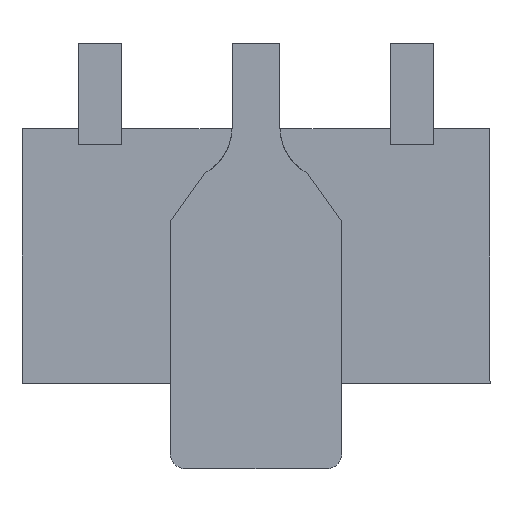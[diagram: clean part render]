
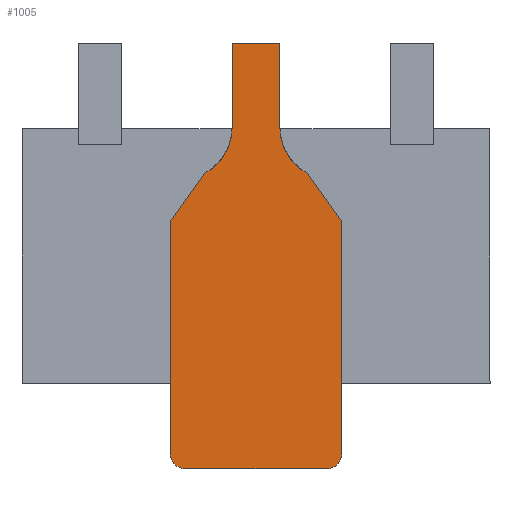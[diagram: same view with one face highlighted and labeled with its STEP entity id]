
A CAD part, front view. The second image highlights one B-rep face of the part: STEP entity #1005.
In plain terms, the highlighted planar face has unit normal (0, -1, 0).
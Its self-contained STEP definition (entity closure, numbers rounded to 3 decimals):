
#2 = CARTESIAN_POINT ( 'NONE',  ( 0.675, 0., -1.897 ) ) ;
#7 = ORIENTED_EDGE ( 'NONE', *, *, #640, .F. ) ;
#20 = CIRCLE ( 'NONE', #1237, 0.5 ) ;
#72 = VECTOR ( 'NONE', #1208, 1000. ) ;
#81 = LINE ( 'NONE', #778, #1581 ) ;
#95 = CARTESIAN_POINT ( 'NONE',  ( 0.23, 0., 2.048 ) ) ;
#102 = EDGE_CURVE ( 'NONE', #940, #1281, #670, .T. ) ;
#103 = LINE ( 'NONE', #1494, #187 ) ;
#113 = DIRECTION ( 'NONE',  ( -1., 0., 0. ) ) ;
#129 = DIRECTION ( 'NONE',  ( 0., 1., 0. ) ) ;
#165 = VERTEX_POINT ( 'NONE', #447 ) ;
#171 = ORIENTED_EDGE ( 'NONE', *, *, #1107, .F. ) ;
#187 = VECTOR ( 'NONE', #1354, 1000. ) ;
#188 = CARTESIAN_POINT ( 'NONE',  ( 0.73, 0., 1.236 ) ) ;
#192 = DIRECTION ( 'NONE',  ( -1., 0., 0. ) ) ;
#214 = ORIENTED_EDGE ( 'NONE', *, *, #102, .F. ) ;
#220 = VERTEX_POINT ( 'NONE', #1577 ) ;
#297 = CARTESIAN_POINT ( 'NONE',  ( -0.675, 0., -2.048 ) ) ;
#301 = LINE ( 'NONE', #1521, #733 ) ;
#308 = CARTESIAN_POINT ( 'NONE',  ( 0.825, 0., 0.333 ) ) ;
#317 = LINE ( 'NONE', #95, #1000 ) ;
#323 = DIRECTION ( 'NONE',  ( 0., -1., 0. ) ) ;
#324 = VERTEX_POINT ( 'NONE', #682 ) ;
#348 = DIRECTION ( 'NONE',  ( 0., 0., -1. ) ) ;
#352 = DIRECTION ( 'NONE',  ( 0., -1., 0. ) ) ;
#400 = AXIS2_PLACEMENT_3D ( 'NONE', #188, #323, #192 ) ;
#411 = DIRECTION ( 'NONE',  ( 0., -1., 0. ) ) ;
#424 = ORIENTED_EDGE ( 'NONE', *, *, #673, .F. ) ;
#447 = CARTESIAN_POINT ( 'NONE',  ( 0.825, 0., -1.897 ) ) ;
#461 = PLANE ( 'NONE',  #400 ) ;
#478 = ORIENTED_EDGE ( 'NONE', *, *, #728, .F. ) ;
#501 = CARTESIAN_POINT ( 'NONE',  ( 0.675, 0., -2.047 ) ) ;
#521 = VECTOR ( 'NONE', #584, 1000. ) ;
#541 = FACE_OUTER_BOUND ( 'NONE', #1402, .T. ) ;
#584 = DIRECTION ( 'NONE',  ( -1., 0., 0. ) ) ;
#640 = EDGE_CURVE ( 'NONE', #165, #1524, #1217, .T. ) ;
#654 = DIRECTION ( 'NONE',  ( 0., 0., -1. ) ) ;
#663 = CARTESIAN_POINT ( 'NONE',  ( 0.23, 0., 1.236 ) ) ;
#670 = LINE ( 'NONE', #1193, #1492 ) ;
#673 = EDGE_CURVE ( 'NONE', #946, #324, #1374, .T. ) ;
#682 = CARTESIAN_POINT ( 'NONE',  ( -0.825, 0., -1.898 ) ) ;
#700 = CARTESIAN_POINT ( 'NONE',  ( 0.494, 0., 0.796 ) ) ;
#728 = EDGE_CURVE ( 'NONE', #220, #165, #986, .T. ) ;
#733 = VECTOR ( 'NONE', #867, 1000. ) ;
#748 = VERTEX_POINT ( 'NONE', #929 ) ;
#769 = LINE ( 'NONE', #988, #521 ) ;
#778 = CARTESIAN_POINT ( 'NONE',  ( -0.23, 0., 2.047 ) ) ;
#822 = CARTESIAN_POINT ( 'NONE',  ( 0.23, 0., 2.048 ) ) ;
#841 = VERTEX_POINT ( 'NONE', #700 ) ;
#860 = EDGE_CURVE ( 'NONE', #841, #220, #897, .T. ) ;
#867 = DIRECTION ( 'NONE',  ( 0., 0., 1. ) ) ;
#868 = VERTEX_POINT ( 'NONE', #822 ) ;
#871 = ORIENTED_EDGE ( 'NONE', *, *, #1105, .F. ) ;
#895 = ORIENTED_EDGE ( 'NONE', *, *, #1564, .F. ) ;
#897 = LINE ( 'NONE', #308, #72 ) ;
#916 = ORIENTED_EDGE ( 'NONE', *, *, #860, .F. ) ;
#929 = CARTESIAN_POINT ( 'NONE',  ( -0.23, 0., 1.236 ) ) ;
#940 = VERTEX_POINT ( 'NONE', #1503 ) ;
#946 = VERTEX_POINT ( 'NONE', #297 ) ;
#983 = ORIENTED_EDGE ( 'NONE', *, *, #1532, .F. ) ;
#986 = LINE ( 'NONE', #1259, #1027 ) ;
#988 = CARTESIAN_POINT ( 'NONE',  ( -0.675, 0., -2.048 ) ) ;
#1000 = VECTOR ( 'NONE', #348, 1000. ) ;
#1005 = ADVANCED_FACE ( 'NONE', ( #541 ), #461, .T. ) ;
#1014 = EDGE_CURVE ( 'NONE', #1524, #946, #769, .T. ) ;
#1019 = EDGE_CURVE ( 'NONE', #324, #940, #103, .T. ) ;
#1024 = CARTESIAN_POINT ( 'NONE',  ( -0.494, 0., 0.795 ) ) ;
#1027 = VECTOR ( 'NONE', #654, 1000. ) ;
#1050 = DIRECTION ( 'NONE',  ( 1., 0., 0. ) ) ;
#1056 = CARTESIAN_POINT ( 'NONE',  ( -0.73, 0., 1.236 ) ) ;
#1105 = EDGE_CURVE ( 'NONE', #1281, #748, #1433, .T. ) ;
#1107 = EDGE_CURVE ( 'NONE', #1631, #868, #81, .T. ) ;
#1126 = CARTESIAN_POINT ( 'NONE',  ( 0.73, 0., 1.236 ) ) ;
#1135 = CARTESIAN_POINT ( 'NONE',  ( -0.675, 0., -1.898 ) ) ;
#1159 = DIRECTION ( 'NONE',  ( 0., 1., 0. ) ) ;
#1189 = AXIS2_PLACEMENT_3D ( 'NONE', #1056, #411, #1556 ) ;
#1193 = CARTESIAN_POINT ( 'NONE',  ( -0.494, 0., 0.795 ) ) ;
#1208 = DIRECTION ( 'NONE',  ( 0.581, 0., -0.814 ) ) ;
#1217 = CIRCLE ( 'NONE', #1460, 0.15 ) ;
#1225 = EDGE_CURVE ( 'NONE', #1343, #841, #20, .T. ) ;
#1237 = AXIS2_PLACEMENT_3D ( 'NONE', #1126, #352, #113 ) ;
#1259 = CARTESIAN_POINT ( 'NONE',  ( 0.825, 0., -1.897 ) ) ;
#1265 = ORIENTED_EDGE ( 'NONE', *, *, #1225, .F. ) ;
#1281 = VERTEX_POINT ( 'NONE', #1024 ) ;
#1294 = ORIENTED_EDGE ( 'NONE', *, *, #1014, .F. ) ;
#1311 = ORIENTED_EDGE ( 'NONE', *, *, #1019, .F. ) ;
#1343 = VERTEX_POINT ( 'NONE', #663 ) ;
#1354 = DIRECTION ( 'NONE',  ( 0., 0., 1. ) ) ;
#1374 = CIRCLE ( 'NONE', #1384, 0.15 ) ;
#1384 = AXIS2_PLACEMENT_3D ( 'NONE', #1135, #129, #1552 ) ;
#1402 = EDGE_LOOP ( 'NONE', ( #171, #983, #871, #214, #1311, #424, #1294, #7, #478, #916, #1265, #895 ) ) ;
#1433 = CIRCLE ( 'NONE', #1189, 0.5 ) ;
#1456 = DIRECTION ( 'NONE',  ( 0.581, 0., 0.814 ) ) ;
#1460 = AXIS2_PLACEMENT_3D ( 'NONE', #2, #1159, #1539 ) ;
#1492 = VECTOR ( 'NONE', #1456, 1000. ) ;
#1494 = CARTESIAN_POINT ( 'NONE',  ( -0.825, 0., 0.332 ) ) ;
#1503 = CARTESIAN_POINT ( 'NONE',  ( -0.825, 0., 0.332 ) ) ;
#1515 = CARTESIAN_POINT ( 'NONE',  ( -0.23, 0., 2.047 ) ) ;
#1521 = CARTESIAN_POINT ( 'NONE',  ( -0.23, 0., 2.047 ) ) ;
#1524 = VERTEX_POINT ( 'NONE', #501 ) ;
#1532 = EDGE_CURVE ( 'NONE', #748, #1631, #301, .T. ) ;
#1539 = DIRECTION ( 'NONE',  ( -1., 0., 0. ) ) ;
#1552 = DIRECTION ( 'NONE',  ( 1., 0., 0. ) ) ;
#1556 = DIRECTION ( 'NONE',  ( 1., 0., 0. ) ) ;
#1564 = EDGE_CURVE ( 'NONE', #868, #1343, #317, .T. ) ;
#1577 = CARTESIAN_POINT ( 'NONE',  ( 0.825, 0., 0.333 ) ) ;
#1581 = VECTOR ( 'NONE', #1050, 1000. ) ;
#1631 = VERTEX_POINT ( 'NONE', #1515 ) ;
